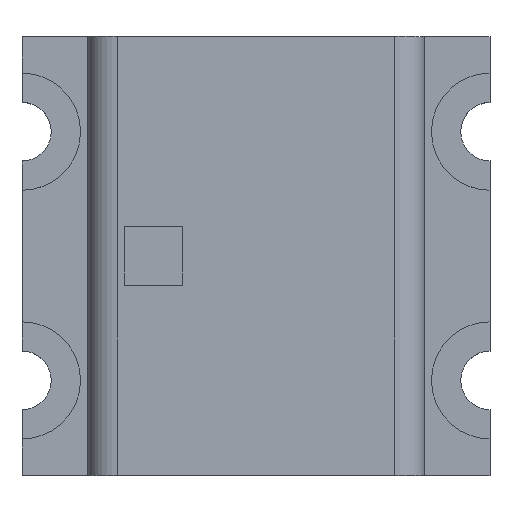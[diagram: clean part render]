
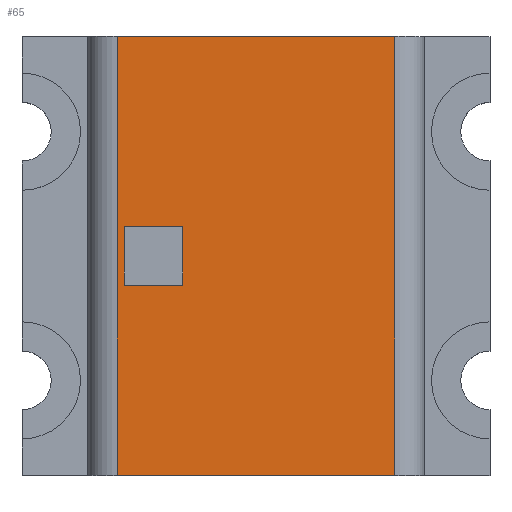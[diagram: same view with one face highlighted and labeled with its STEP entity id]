
A CAD part, top view. The second image highlights one B-rep face of the part: STEP entity #65.
In plain terms, the highlighted planar face has unit normal (0, 0, 1).
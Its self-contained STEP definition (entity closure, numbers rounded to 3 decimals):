
#65 = ADVANCED_FACE( '', ( #152, #153 ), #154, .T. );
#152 = FACE_OUTER_BOUND( '', #259, .T. );
#153 = FACE_BOUND( '', #260, .T. );
#154 = PLANE( '', #261 );
#259 = EDGE_LOOP( '', ( #394, #395, #396, #397 ) );
#260 = EDGE_LOOP( '', ( #398, #399, #400, #401 ) );
#261 = AXIS2_PLACEMENT_3D( '', #402, #403, #404 );
#394 = ORIENTED_EDGE( '', *, *, #692, .F. );
#395 = ORIENTED_EDGE( '', *, *, #693, .F. );
#396 = ORIENTED_EDGE( '', *, *, #694, .T. );
#397 = ORIENTED_EDGE( '', *, *, #695, .T. );
#398 = ORIENTED_EDGE( '', *, *, #667, .F. );
#399 = ORIENTED_EDGE( '', *, *, #696, .F. );
#400 = ORIENTED_EDGE( '', *, *, #697, .F. );
#401 = ORIENTED_EDGE( '', *, *, #698, .F. );
#402 = CARTESIAN_POINT( '', ( -0.475, 0.75, 0.55 ) );
#403 = DIRECTION( '', ( 0., 0., 1. ) );
#404 = DIRECTION( '', ( 1., 0., 0. ) );
#667 = EDGE_CURVE( '', #796, #797, #798, .T. );
#692 = EDGE_CURVE( '', #841, #842, #843, .T. );
#693 = EDGE_CURVE( '', #844, #841, #845, .T. );
#694 = EDGE_CURVE( '', #844, #846, #847, .T. );
#695 = EDGE_CURVE( '', #846, #842, #848, .T. );
#696 = EDGE_CURVE( '', #849, #796, #850, .T. );
#697 = EDGE_CURVE( '', #851, #849, #852, .T. );
#698 = EDGE_CURVE( '', #797, #851, #853, .T. );
#796 = VERTEX_POINT( '', #985 );
#797 = VERTEX_POINT( '', #986 );
#798 = LINE( '', #987, #988 );
#841 = VERTEX_POINT( '', #1048 );
#842 = VERTEX_POINT( '', #1049 );
#843 = LINE( '', #1050, #1051 );
#844 = VERTEX_POINT( '', #1052 );
#845 = LINE( '', #1053, #1054 );
#846 = VERTEX_POINT( '', #1055 );
#847 = LINE( '', #1056, #1057 );
#848 = LINE( '', #1058, #1059 );
#849 = VERTEX_POINT( '', #1060 );
#850 = LINE( '', #1061, #1062 );
#851 = VERTEX_POINT( '', #1063 );
#852 = LINE( '', #1064, #1065 );
#853 = LINE( '', #1066, #1067 );
#985 = CARTESIAN_POINT( '', ( -0.25, 0.1, 0.55 ) );
#986 = CARTESIAN_POINT( '', ( -0.45, 0.1, 0.55 ) );
#987 = CARTESIAN_POINT( '', ( -0.25, 0.1, 0.55 ) );
#988 = VECTOR( '', #1224, 1000. );
#1048 = CARTESIAN_POINT( '', ( 0.475, -0.75, 0.55 ) );
#1049 = CARTESIAN_POINT( '', ( -0.475, -0.75, 0.55 ) );
#1050 = CARTESIAN_POINT( '', ( -0.475, -0.75, 0.55 ) );
#1051 = VECTOR( '', #1254, 1000. );
#1052 = CARTESIAN_POINT( '', ( 0.475, 0.75, 0.55 ) );
#1053 = CARTESIAN_POINT( '', ( 0.475, 0.75, 0.55 ) );
#1054 = VECTOR( '', #1255, 1000. );
#1055 = CARTESIAN_POINT( '', ( -0.475, 0.75, 0.55 ) );
#1056 = CARTESIAN_POINT( '', ( -0.475, 0.75, 0.55 ) );
#1057 = VECTOR( '', #1256, 1000. );
#1058 = CARTESIAN_POINT( '', ( -0.475, 0.75, 0.55 ) );
#1059 = VECTOR( '', #1257, 1000. );
#1060 = CARTESIAN_POINT( '', ( -0.25, -0.1, 0.55 ) );
#1061 = CARTESIAN_POINT( '', ( -0.25, -0.1, 0.55 ) );
#1062 = VECTOR( '', #1258, 1000. );
#1063 = CARTESIAN_POINT( '', ( -0.45, -0.1, 0.55 ) );
#1064 = CARTESIAN_POINT( '', ( -0.45, -0.1, 0.55 ) );
#1065 = VECTOR( '', #1259, 1000. );
#1066 = CARTESIAN_POINT( '', ( -0.45, 0.1, 0.55 ) );
#1067 = VECTOR( '', #1260, 1000. );
#1224 = DIRECTION( '', ( -1., 0., 0. ) );
#1254 = DIRECTION( '', ( -1., 0., 0. ) );
#1255 = DIRECTION( '', ( 0., -1., 0. ) );
#1256 = DIRECTION( '', ( -1., 0., 0. ) );
#1257 = DIRECTION( '', ( 0., -1., 0. ) );
#1258 = DIRECTION( '', ( 0., 1., 0. ) );
#1259 = DIRECTION( '', ( 1., 0., 0. ) );
#1260 = DIRECTION( '', ( 0., -1., 0. ) );
